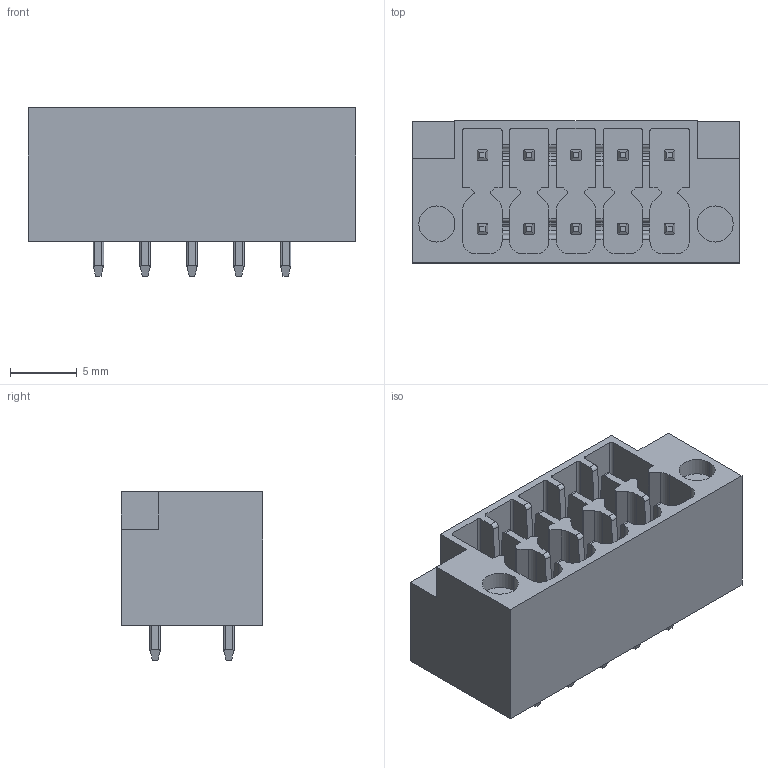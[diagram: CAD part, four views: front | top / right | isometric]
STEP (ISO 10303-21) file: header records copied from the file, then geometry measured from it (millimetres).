
FILE_DESCRIPTION((''),'2;1');
FILE_NAME('TLPHDW-010V','2024-09-18T10:31:10',('tluser'),(''),'CREO PARAMETRIC BY PTC INC, 2018100','CREO PARAMETRIC BY PTC INC, 2018100','');
FILE_SCHEMA(('CONFIG_CONTROL_DESIGN'));
Length unit declared in the file: millimetre
Products named in the file (1): TLPHDW-010V
Bounding box: 24.5 x 10.6 x 12.6 mm (x, y, z)
Volume: 1841.6 mm3; surface area: 2094 mm2
Topology: 1 solids, 1 shells, 443 faces, 1254 edges, 836 vertices
Faces by surface type: plane 287, cylinder 156
Entity records: 14608 total; most frequent: CARTESIAN_POINT 3143, ORIENTED_EDGE 2508, DIRECTION 2212, EDGE_CURVE 1254, VECTOR 862, LINE 862, VERTEX_POINT 836, AXIS2_PLACEMENT_3D 675
